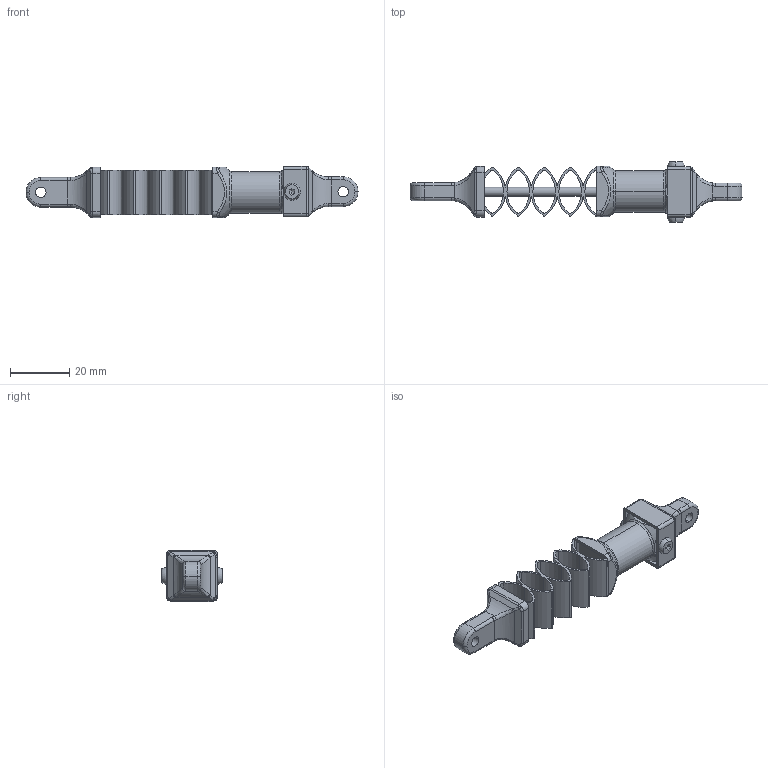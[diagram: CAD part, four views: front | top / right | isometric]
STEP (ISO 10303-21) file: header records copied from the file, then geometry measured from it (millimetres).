
FILE_DESCRIPTION(('STEP AP214'),'1');
FILE_NAME('Open RC 10mm Shock.stp','2013-09-18T07:13:37',(' '),(' '),'Spatial InterOp 3D',' ',' ');
FILE_SCHEMA(('automotive_design'));
Length unit declared in the file: millimetre
Products named in the file (7): Spring; Bottom; Body; Lid; Hexagon Socket Head Cap Screw ISO 4762 - M3 _ 30; Hexagon Socket Pan Head Cap Screw ISO 7380 - M3 × 6
Assembly tree (7 placements, depth 2):
  (unnamed)
    Spring
    Bottom
    Body
    Lid
    Hexagon Socket Head Cap Screw ISO 4762 - M3 _ 30
    Hexagon Socket Pan Head Cap Screw ISO 7380 - M3 × 6  x2
Bounding box: 111.88 x 20.3 x 17.2 mm (x, y, z)
Volume: 11559.3 mm3; surface area: 12304.9 mm2
Topology: 7 solids, 7 shells, 328 faces, 835 edges, 508 vertices
Faces by surface type: cylinder 158, plane 84, bspline 32, torus 22, sphere 16, cone 16
Entity records: 15262 total; most frequent: CARTESIAN_POINT 5069, DIRECTION 1636, ORIENTED_EDGE 1578, EDGE_CURVE 789, AXIS2_PLACEMENT_3D 660, VERTEX_POINT 483, EDGE_LOOP 350, CIRCLE 343
